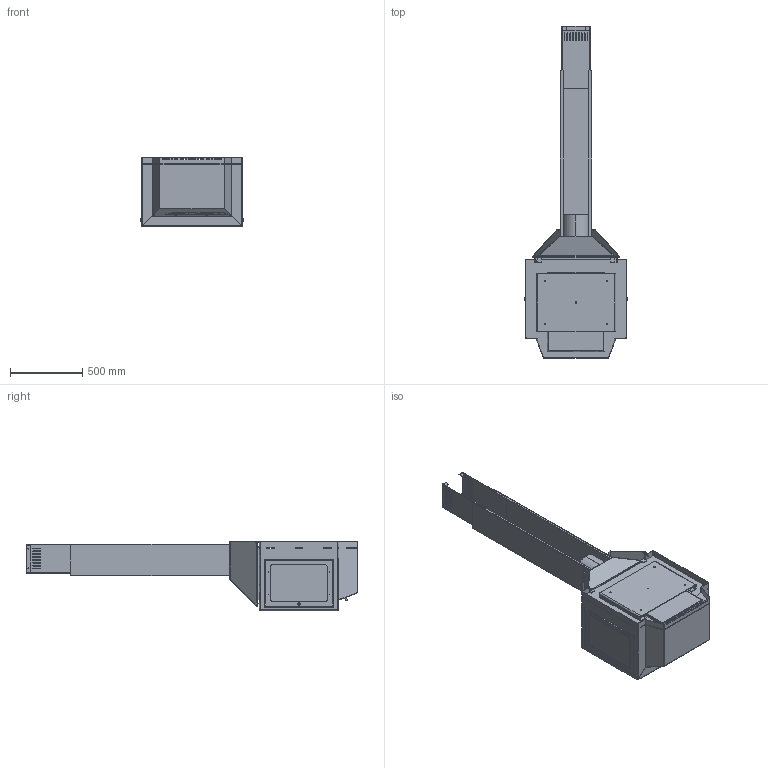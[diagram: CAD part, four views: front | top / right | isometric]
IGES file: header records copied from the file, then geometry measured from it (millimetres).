
Start section: SolidWorks IGES file using analytic representation for surfaces
Global section: file name: ariadna frontal.IGS; native system: SolidWorks 2016; preprocessor: SolidWorks 2016; author: xmolist; date: 180712.132733; units: millimetre
Bounding box: 720 x 2300 x 481.98 mm (x, y, z)
Surface area: 10844851.6 mm2 (no closed solid volume)
Topology: 0 solids, 0 shells, 3211 faces, 35080 edges, 35072 vertices
Faces by surface type: bspline 2189, revolution 1022
